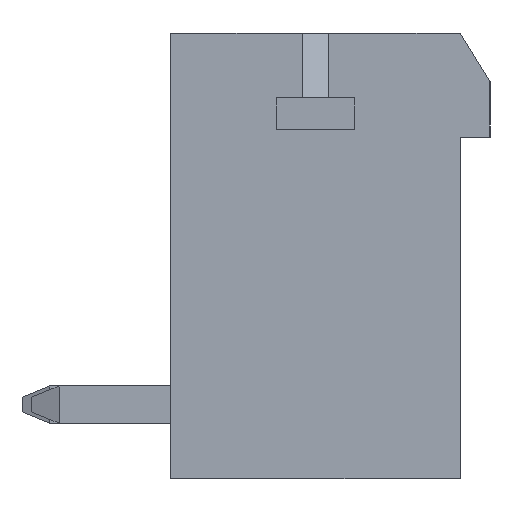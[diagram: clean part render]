
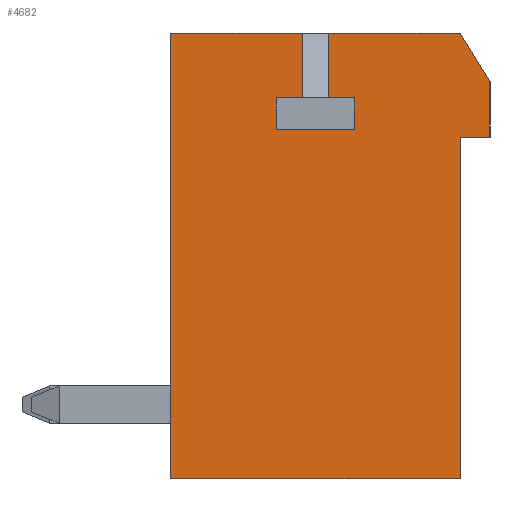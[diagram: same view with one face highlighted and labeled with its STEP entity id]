
A CAD part, left-side view. The second image highlights one B-rep face of the part: STEP entity #4682.
In plain terms, the highlighted planar face has unit normal (-1, 0, 0).
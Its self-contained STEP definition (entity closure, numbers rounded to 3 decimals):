
#113=ORIENTED_EDGE('',*,*,#1485,.T.);
#114=ORIENTED_EDGE('',*,*,#1486,.T.);
#115=ORIENTED_EDGE('',*,*,#1487,.T.);
#116=ORIENTED_EDGE('',*,*,#1488,.T.);
#117=ORIENTED_EDGE('',*,*,#1489,.T.);
#118=ORIENTED_EDGE('',*,*,#1490,.T.);
#119=ORIENTED_EDGE('',*,*,#1491,.T.);
#120=ORIENTED_EDGE('',*,*,#1492,.T.);
#121=ORIENTED_EDGE('',*,*,#1493,.T.);
#122=ORIENTED_EDGE('',*,*,#1494,.T.);
#123=ORIENTED_EDGE('',*,*,#1495,.T.);
#124=ORIENTED_EDGE('',*,*,#1496,.T.);
#125=ORIENTED_EDGE('',*,*,#1497,.T.);
#126=ORIENTED_EDGE('',*,*,#1498,.T.);
#127=ORIENTED_EDGE('',*,*,#1499,.T.);
#1485=EDGE_CURVE('',#2171,#2172,#2625,.T.);
#1486=EDGE_CURVE('',#2172,#2173,#2626,.T.);
#1487=EDGE_CURVE('',#2173,#2174,#2627,.T.);
#1488=EDGE_CURVE('',#2174,#2175,#2628,.T.);
#1489=EDGE_CURVE('',#2175,#2176,#2629,.T.);
#1490=EDGE_CURVE('',#2176,#2177,#2630,.T.);
#1491=EDGE_CURVE('',#2177,#2178,#2631,.T.);
#1492=EDGE_CURVE('',#2178,#2179,#2632,.T.);
#1493=EDGE_CURVE('',#2179,#2180,#2633,.T.);
#1494=EDGE_CURVE('',#2180,#2181,#2634,.T.);
#1495=EDGE_CURVE('',#2181,#2182,#2635,.T.);
#1496=EDGE_CURVE('',#2182,#2183,#2636,.T.);
#1497=EDGE_CURVE('',#2183,#2184,#2637,.T.);
#1498=EDGE_CURVE('',#2184,#2185,#2638,.T.);
#1499=EDGE_CURVE('',#2185,#2171,#2639,.T.);
#2171=VERTEX_POINT('',#6501);
#2172=VERTEX_POINT('',#6502);
#2173=VERTEX_POINT('',#6504);
#2174=VERTEX_POINT('',#6506);
#2175=VERTEX_POINT('',#6508);
#2176=VERTEX_POINT('',#6510);
#2177=VERTEX_POINT('',#6512);
#2178=VERTEX_POINT('',#6514);
#2179=VERTEX_POINT('',#6516);
#2180=VERTEX_POINT('',#6518);
#2181=VERTEX_POINT('',#6520);
#2182=VERTEX_POINT('',#6522);
#2183=VERTEX_POINT('',#6524);
#2184=VERTEX_POINT('',#6526);
#2185=VERTEX_POINT('',#6528);
#2625=LINE('',#6500,#3267);
#2626=LINE('',#6503,#3268);
#2627=LINE('',#6505,#3269);
#2628=LINE('',#6507,#3270);
#2629=LINE('',#6509,#3271);
#2630=LINE('',#6511,#3272);
#2631=LINE('',#6513,#3273);
#2632=LINE('',#6515,#3274);
#2633=LINE('',#6517,#3275);
#2634=LINE('',#6519,#3276);
#2635=LINE('',#6521,#3277);
#2636=LINE('',#6523,#3278);
#2637=LINE('',#6525,#3279);
#2638=LINE('',#6527,#3280);
#2639=LINE('',#6529,#3281);
#3267=VECTOR('',#5260,1000.);
#3268=VECTOR('',#5261,1000.);
#3269=VECTOR('',#5262,1000.);
#3270=VECTOR('',#5263,1000.);
#3271=VECTOR('',#5264,1000.);
#3272=VECTOR('',#5265,1000.);
#3273=VECTOR('',#5266,1000.);
#3274=VECTOR('',#5267,1000.);
#3275=VECTOR('',#5268,1000.);
#3276=VECTOR('',#5269,1000.);
#3277=VECTOR('',#5270,1000.);
#3278=VECTOR('',#5271,1000.);
#3279=VECTOR('',#5272,1000.);
#3280=VECTOR('',#5273,1000.);
#3281=VECTOR('',#5274,1000.);
#3909=EDGE_LOOP('',(#113,#114,#115,#116,#117,#118,#119,#120,#121,#122,#123,
#124,#125,#126,#127));
#4181=FACE_BOUND('',#3909,.T.);
#4453=PLANE('',#4957);
#4682=ADVANCED_FACE('',(#4181),#4453,.T.);
#4957=AXIS2_PLACEMENT_3D('',#6499,#5258,#5259);
#5258=DIRECTION('',(-1.,0.,0.));
#5259=DIRECTION('',(0.,0.,1.));
#5260=DIRECTION('',(0.,1.,0.));
#5261=DIRECTION('',(0.,0.,-1.));
#5262=DIRECTION('',(0.,-1.,0.));
#5263=DIRECTION('',(0.,0.,-1.));
#5264=DIRECTION('',(0.,1.,0.));
#5265=DIRECTION('',(0.,0.,1.));
#5266=DIRECTION('',(0.,-1.,0.));
#5267=DIRECTION('',(0.,0.,1.));
#5268=DIRECTION('',(0.,1.,0.));
#5269=DIRECTION('',(0.,0.,-1.));
#5270=DIRECTION('',(0.,-1.,0.));
#5271=DIRECTION('',(0.,0.,1.));
#5272=DIRECTION('',(0.,-1.,0.));
#5273=DIRECTION('',(0.,0.,1.));
#5274=DIRECTION('',(0.,0.524,0.852));
#6499=CARTESIAN_POINT('',(-16.24,0.,0.));
#6500=CARTESIAN_POINT('',(-16.24,-3.9,6.));
#6501=CARTESIAN_POINT('',(-16.24,-3.9,6.));
#6502=CARTESIAN_POINT('',(-16.24,-0.35,6.));
#6503=CARTESIAN_POINT('',(-16.24,-0.35,6.));
#6504=CARTESIAN_POINT('',(-16.24,-0.35,4.26));
#6505=CARTESIAN_POINT('',(-16.24,-0.35,4.26));
#6506=CARTESIAN_POINT('',(-16.24,-1.051,4.26));
#6507=CARTESIAN_POINT('',(-16.24,-1.051,4.26));
#6508=CARTESIAN_POINT('',(-16.24,-1.051,3.4));
#6509=CARTESIAN_POINT('',(-16.24,-1.051,3.4));
#6510=CARTESIAN_POINT('',(-16.24,1.051,3.4));
#6511=CARTESIAN_POINT('',(-16.24,1.051,3.4));
#6512=CARTESIAN_POINT('',(-16.24,1.051,4.26));
#6513=CARTESIAN_POINT('',(-16.24,1.051,4.26));
#6514=CARTESIAN_POINT('',(-16.24,0.35,4.26));
#6515=CARTESIAN_POINT('',(-16.24,0.35,4.26));
#6516=CARTESIAN_POINT('',(-16.24,0.35,6.));
#6517=CARTESIAN_POINT('',(-16.24,-3.9,6.));
#6518=CARTESIAN_POINT('',(-16.24,3.9,6.));
#6519=CARTESIAN_POINT('',(-16.24,3.9,6.));
#6520=CARTESIAN_POINT('',(-16.24,3.9,-6.));
#6521=CARTESIAN_POINT('',(-16.24,3.9,-6.));
#6522=CARTESIAN_POINT('',(-16.24,-3.9,-6.));
#6523=CARTESIAN_POINT('',(-16.24,-3.9,-6.));
#6524=CARTESIAN_POINT('',(-16.24,-3.9,3.2));
#6525=CARTESIAN_POINT('',(-16.24,-3.9,3.2));
#6526=CARTESIAN_POINT('',(-16.24,-4.7,3.2));
#6527=CARTESIAN_POINT('',(-16.24,-4.7,3.2));
#6528=CARTESIAN_POINT('',(-16.24,-4.7,4.7));
#6529=CARTESIAN_POINT('',(-16.24,-4.7,4.7));
